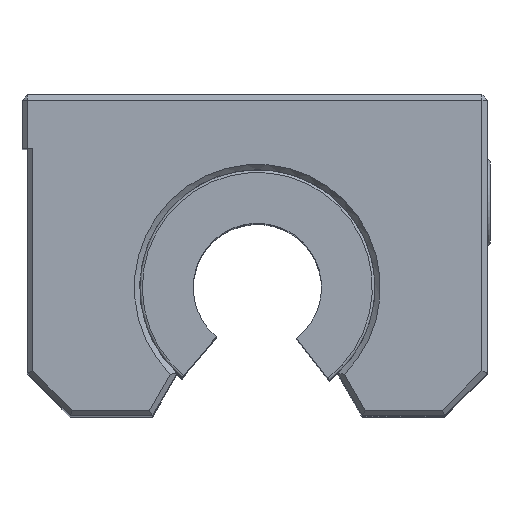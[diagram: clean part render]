
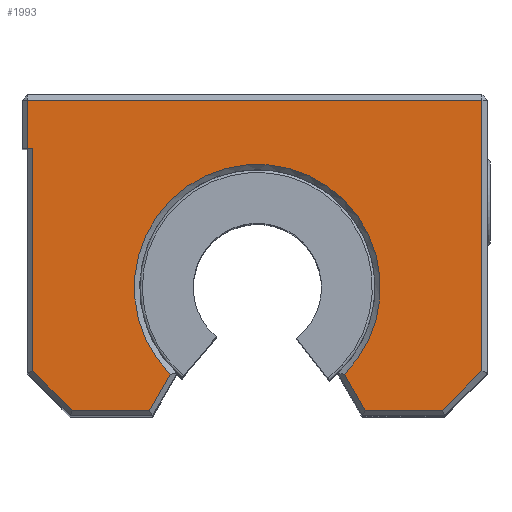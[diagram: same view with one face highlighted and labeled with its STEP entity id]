
A CAD part, top view. The second image highlights one B-rep face of the part: STEP entity #1993.
In plain terms, the highlighted planar face has unit normal (0, 0, 1).
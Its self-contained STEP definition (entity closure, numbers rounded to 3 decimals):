
#137=PLANE('',#2226);
#288=LINE('',#3377,#483);
#291=LINE('',#3383,#486);
#293=LINE('',#3388,#488);
#297=LINE('',#3399,#492);
#298=LINE('',#3402,#493);
#300=LINE('',#3405,#495);
#301=LINE('',#3414,#496);
#302=LINE('',#3416,#497);
#304=LINE('',#3420,#499);
#310=LINE('',#3433,#505);
#318=LINE('',#3448,#513);
#483=VECTOR('',#2651,10.);
#486=VECTOR('',#2656,10.);
#488=VECTOR('',#2660,10.);
#492=VECTOR('',#2666,10.);
#493=VECTOR('',#2669,10.);
#495=VECTOR('',#2673,10.);
#496=VECTOR('',#2680,10.);
#497=VECTOR('',#2683,10.);
#499=VECTOR('',#2689,10.);
#505=VECTOR('',#2703,10.);
#513=VECTOR('',#2719,10.);
#653=FACE_OUTER_BOUND('',#782,.T.);
#782=EDGE_LOOP('',(#1728,#1729,#1730,#1731,#1732,#1733,#1734,#1735,#1736,
#1737,#1738,#1739));
#872=CIRCLE('',#2214,11.5);
#1017=VERTEX_POINT('',#3361);
#1019=VERTEX_POINT('',#3371);
#1020=VERTEX_POINT('',#3376);
#1021=VERTEX_POINT('',#3380);
#1022=VERTEX_POINT('',#3382);
#1023=VERTEX_POINT('',#3386);
#1024=VERTEX_POINT('',#3387);
#1025=VERTEX_POINT('',#3395);
#1026=VERTEX_POINT('',#3397);
#1027=VERTEX_POINT('',#3401);
#1028=VERTEX_POINT('',#3407);
#1031=VERTEX_POINT('',#3431);
#1258=EDGE_CURVE('',#1019,#1020,#288,.T.);
#1261=EDGE_CURVE('',#1021,#1022,#291,.T.);
#1263=EDGE_CURVE('',#1023,#1024,#293,.T.);
#1268=EDGE_CURVE('',#1026,#1025,#297,.T.);
#1269=EDGE_CURVE('',#1027,#1026,#298,.T.);
#1271=EDGE_CURVE('',#1024,#1027,#300,.T.);
#1273=EDGE_CURVE('',#1028,#1023,#872,.T.);
#1274=EDGE_CURVE('',#1022,#1028,#301,.T.);
#1275=EDGE_CURVE('',#1020,#1021,#302,.T.);
#1277=EDGE_CURVE('',#1017,#1019,#304,.T.);
#1283=EDGE_CURVE('',#1031,#1017,#310,.T.);
#1291=EDGE_CURVE('',#1025,#1031,#318,.T.);
#1728=ORIENTED_EDGE('',*,*,#1291,.F.);
#1729=ORIENTED_EDGE('',*,*,#1268,.F.);
#1730=ORIENTED_EDGE('',*,*,#1269,.F.);
#1731=ORIENTED_EDGE('',*,*,#1271,.F.);
#1732=ORIENTED_EDGE('',*,*,#1263,.F.);
#1733=ORIENTED_EDGE('',*,*,#1273,.F.);
#1734=ORIENTED_EDGE('',*,*,#1274,.F.);
#1735=ORIENTED_EDGE('',*,*,#1261,.F.);
#1736=ORIENTED_EDGE('',*,*,#1275,.F.);
#1737=ORIENTED_EDGE('',*,*,#1258,.F.);
#1738=ORIENTED_EDGE('',*,*,#1277,.F.);
#1739=ORIENTED_EDGE('',*,*,#1283,.F.);
#1993=ADVANCED_FACE('',(#653),#137,.T.);
#2214=AXIS2_PLACEMENT_3D('',#3412,#2676,#2677);
#2226=AXIS2_PLACEMENT_3D('',#3447,#2717,#2718);
#2651=DIRECTION('',(0.,-1.,0.));
#2656=DIRECTION('',(-1.,0.,0.));
#2660=DIRECTION('',(-0.5,-0.866,0.));
#2666=DIRECTION('',(0.,1.,0.));
#2669=DIRECTION('',(-0.707,0.707,0.));
#2673=DIRECTION('',(-1.,0.,0.));
#2676=DIRECTION('center_axis',(0.,0.,1.));
#2677=DIRECTION('ref_axis',(-1.,0.,0.));
#2680=DIRECTION('',(-0.5,0.866,0.));
#2683=DIRECTION('',(-0.707,-0.707,0.));
#2689=DIRECTION('',(1.,0.,0.));
#2703=DIRECTION('',(0.,1.,0.));
#2717=DIRECTION('center_axis',(0.,0.,1.));
#2718=DIRECTION('ref_axis',(1.,0.,0.));
#2719=DIRECTION('',(-1.,0.,0.));
#3361=CARTESIAN_POINT('',(-21.5,14.5,38.));
#3371=CARTESIAN_POINT('',(21.,14.5,38.));
#3376=CARTESIAN_POINT('',(21.,-10.793,38.));
#3377=CARTESIAN_POINT('',(21.,7.785,38.));
#3380=CARTESIAN_POINT('',(17.293,-14.5,38.));
#3382=CARTESIAN_POINT('',(10.094,-14.5,38.));
#3383=CARTESIAN_POINT('',(10.75,-14.5,38.));
#3386=CARTESIAN_POINT('',(-8.143,-11.121,38.));
#3387=CARTESIAN_POINT('',(-10.094,-14.5,38.));
#3388=CARTESIAN_POINT('',(-4.239,-4.359,38.));
#3395=CARTESIAN_POINT('',(-21.,10.,38.));
#3397=CARTESIAN_POINT('',(-21.,-10.793,38.));
#3399=CARTESIAN_POINT('',(-21.,-7.215,38.));
#3401=CARTESIAN_POINT('',(-17.293,-14.5,38.));
#3402=CARTESIAN_POINT('',(-17.664,-14.129,38.));
#3405=CARTESIAN_POINT('',(-4.903,-14.5,38.));
#3407=CARTESIAN_POINT('',(8.143,-11.121,38.));
#3412=CARTESIAN_POINT('Origin',(0.,-3.,38.));
#3414=CARTESIAN_POINT('',(5.642,-6.789,38.));
#3416=CARTESIAN_POINT('',(17.664,-14.129,38.));
#3420=CARTESIAN_POINT('',(-10.75,14.5,38.));
#3431=CARTESIAN_POINT('',(-21.5,10.,38.));
#3433=CARTESIAN_POINT('',(-21.5,6.535,38.));
#3447=CARTESIAN_POINT('Origin',(0.,0.569,38.));
#3448=CARTESIAN_POINT('',(-21.5,10.,38.));
